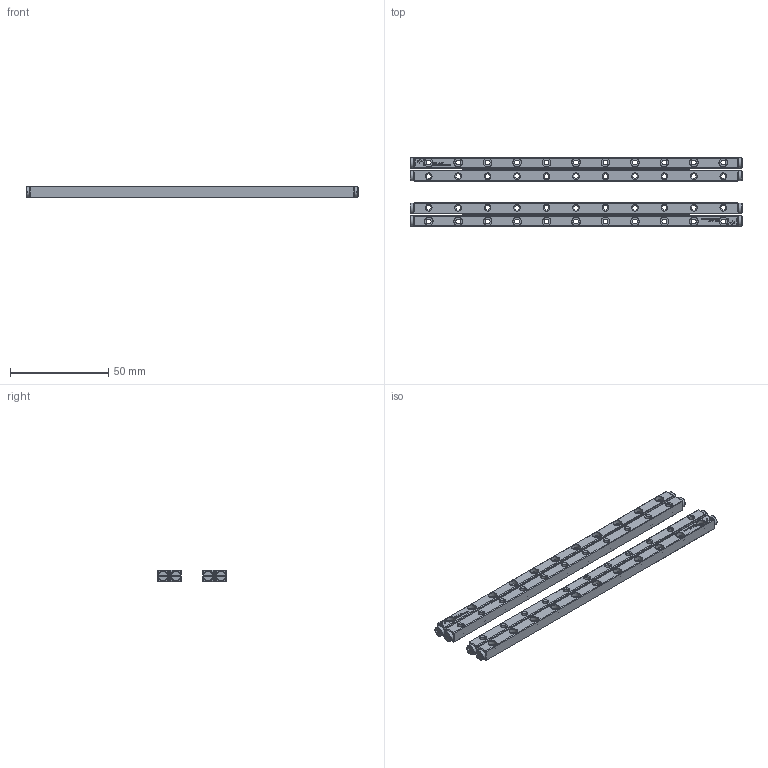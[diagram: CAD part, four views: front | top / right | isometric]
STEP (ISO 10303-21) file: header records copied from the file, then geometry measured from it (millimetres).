
FILE_DESCRIPTION(/* description */ (''),/* implementation_level */ '2;1');
FILE_NAME(/* name */ 'Set RSD-2165x29AA_stp_stp_stp.stp',/* time_stamp */ '2025-06-03T09:18:47+02:00',/* author */ (''),/* organization */ (''),/* preprocessor_version */ 'ST-DEVELOPER v16.7',/* originating_system */ 'SIEMENS PLM Software NX 12.0',/* authorisation */ '');
FILE_SCHEMA (('AUTOMOTIVE_DESIGN { 1 0 10303 214 3 1 1 1 }'));
Products named in the file (1): Set RSD-2165x29AA_stp_stp_stp
Bounding box: 169 x 35 x 6 mm (x, y, z)
Volume: 19667 mm3; surface area: 22309.5 mm2
Topology: 72 solids, 72 shells, 3650 faces, 9552 edges, 6186 vertices
Faces by surface type: plane 2052, cylinder 994, bspline 360, cone 244
Full cylindrical faces by diameter (mm): 2 x58, 2.1 x8, 2.5 x52, 2.7 x8, 4.3 x44, 5.2 x8
Entity records: 119111 total; most frequent: CARTESIAN_POINT 23663, ORIENTED_EDGE 17864, DIRECTION 16958, EDGE_CURVE 8932, VERTEX_POINT 5980, LINE 5896, VECTOR 5896, AXIS2_PLACEMENT_3D 5531
